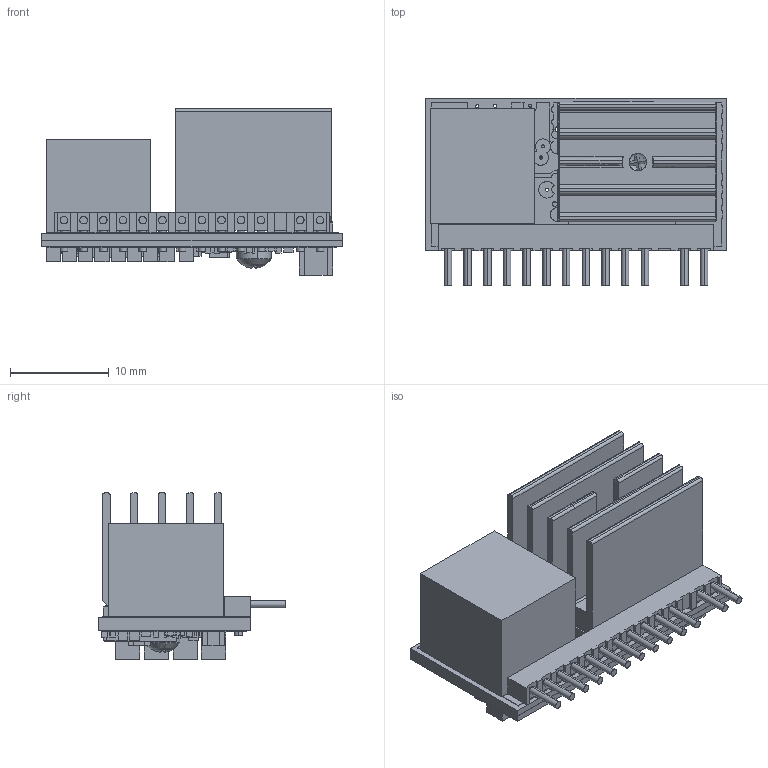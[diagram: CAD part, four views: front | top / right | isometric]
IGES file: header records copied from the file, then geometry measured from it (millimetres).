
Start section: SolidWorks IGES file using analytic representation for surfaces
Global section: file name: OKR-T30-W12-C.IGS; native system: SolidWorks 2015; preprocessor: SolidWorks 2015; author: dbrennan; date: 160108.083820; units: inch
Bounding box: 30.48 x 19.05 x 16.89 mm (x, y, z)
Surface area: 6072.2 mm2 (no closed solid volume)
Topology: 0 solids, 0 shells, 2041 faces, 17456 edges, 17456 vertices
Faces by surface type: bspline 1790, revolution 251
